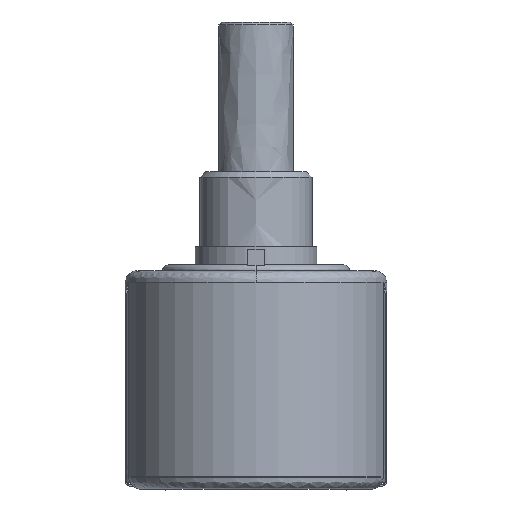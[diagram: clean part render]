
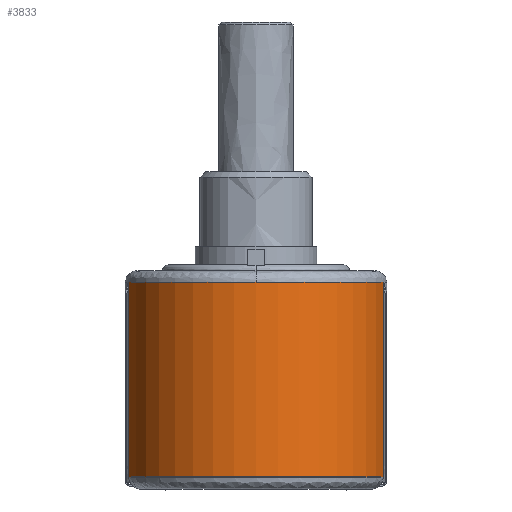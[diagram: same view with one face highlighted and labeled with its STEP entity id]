
A CAD part, front view. The second image highlights one B-rep face of the part: STEP entity #3833.
In plain terms, the highlighted free-form (B-spline) face has degree [3, 3] with [7, 4] control points.
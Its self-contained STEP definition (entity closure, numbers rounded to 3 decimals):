
#194=DIRECTION('',(0.,0.,-1.));
#195=VECTOR('',#194,16.5);
#196=CARTESIAN_POINT('',(-10.796,-2.645,-1.5));
#197=LINE('',#196,#195);
#745=CARTESIAN_POINT('',(0.,0.,-1.5));
#746=DIRECTION('',(0.,0.,-1.));
#747=DIRECTION('',(0.971,-0.238,0.));
#748=AXIS2_PLACEMENT_3D('',#745,#746,#747);
#755=CARTESIAN_POINT('',(0.,0.,-18.));
#756=DIRECTION('',(0.,0.,-1.));
#757=DIRECTION('',(0.971,-0.238,0.));
#758=AXIS2_PLACEMENT_3D('',#755,#756,#757);
#798=DIRECTION('',(0.,0.,-1.));
#799=VECTOR('',#798,16.5);
#800=CARTESIAN_POINT('',(10.796,-2.645,-1.5));
#801=LINE('',#800,#799);
#1313=CARTESIAN_POINT('',(0.,0.,-1.5));
#1314=DIRECTION('',(0.,0.,1.));
#1315=DIRECTION('',(-0.971,-0.238,0.));
#1316=AXIS2_PLACEMENT_3D('',#1313,#1314,#1315);
#1978=CARTESIAN_POINT('',(0.,-11.115,-1.5));
#1980=VERTEX_POINT('',#1978);
#2163=CARTESIAN_POINT('',(-10.796,-2.645,-1.5));
#2164=VERTEX_POINT('',#2163);
#2186=CARTESIAN_POINT('',(10.796,-2.645,-1.5));
#2187=VERTEX_POINT('',#2186);
#2219=CARTESIAN_POINT('',(10.796,-2.645,-18.));
#2220=CARTESIAN_POINT('',(-10.796,-2.645,-18.));
#2221=VERTEX_POINT('',#2219);
#2222=VERTEX_POINT('',#2220);
#3794=CARTESIAN_POINT('',(-11.029,1.377,-1.17));
#3795=CARTESIAN_POINT('',(-11.029,1.377,-6.89));
#3796=CARTESIAN_POINT('',(-11.029,1.377,-12.61));
#3797=CARTESIAN_POINT('',(-11.029,1.377,-18.33));
#3798=CARTESIAN_POINT('',(-8.584,20.962,-1.17));
#3799=CARTESIAN_POINT('',(-8.584,20.962,-6.89));
#3800=CARTESIAN_POINT('',(-8.584,20.962,-12.61));
#3801=CARTESIAN_POINT('',(-8.584,20.962,-18.33));
#3802=CARTESIAN_POINT('',(11.115,19.737,-1.17));
#3803=CARTESIAN_POINT('',(11.115,19.737,-6.89));
#3804=CARTESIAN_POINT('',(11.115,19.737,-12.61));
#3805=CARTESIAN_POINT('',(11.115,19.737,-18.33));
#3806=CARTESIAN_POINT('',(11.115,0.,-1.17));
#3807=CARTESIAN_POINT('',(11.115,0.,-6.89));
#3808=CARTESIAN_POINT('',(11.115,0.,-12.61));
#3809=CARTESIAN_POINT('',(11.115,0.,-18.33));
#3810=CARTESIAN_POINT('',(11.115,-19.737,-1.17));
#3811=CARTESIAN_POINT('',(11.115,-19.737,-6.89));
#3812=CARTESIAN_POINT('',(11.115,-19.737,-12.61));
#3813=CARTESIAN_POINT('',(11.115,-19.737,-18.33));
#3814=CARTESIAN_POINT('',(-8.584,-20.962,-1.17));
#3815=CARTESIAN_POINT('',(-8.584,-20.962,-6.89));
#3816=CARTESIAN_POINT('',(-8.584,-20.962,-12.61));
#3817=CARTESIAN_POINT('',(-8.584,-20.962,-18.33));
#3818=CARTESIAN_POINT('',(-11.029,-1.377,-1.17));
#3819=CARTESIAN_POINT('',(-11.029,-1.377,-6.89));
#3820=CARTESIAN_POINT('',(-11.029,-1.377,-12.61));
#3821=CARTESIAN_POINT('',(-11.029,-1.377,-18.33));
#3822=(BOUNDED_SURFACE()B_SPLINE_SURFACE(3,3,((#3794,#3795,#3796,#3797),(#3798,
#3799,#3800,#3801),(#3802,#3803,#3804,#3805),(#3806,#3807,#3808,#3809),(#3810,
#3811,#3812,#3813),(#3814,#3815,#3816,#3817),(#3818,#3819,#3820,#3821)),
.UNSPECIFIED.,.F.,.F.,.F.)B_SPLINE_SURFACE_WITH_KNOTS((4,3,4),(4,4),(0.,1.,
2.),(2.123,19.283),.UNSPECIFIED.)GEOMETRIC_REPRESENTATION_ITEM()RATIONAL_B_SPLINE_SURFACE(((1.883,1.883,1.883,
1.883),(0.706,0.706,0.706,
0.706),(0.706,0.706,0.706,
0.706),(1.883,1.883,1.883,
1.883),(0.706,0.706,0.706,
0.706),(0.706,0.706,0.706,
0.706),(1.883,1.883,1.883,
1.883)))REPRESENTATION_ITEM('')SURFACE());
#3824=ORIENTED_EDGE('',*,*,#3823,.T.);
#3825=ORIENTED_EDGE('',*,*,#2722,.F.);
#3827=ORIENTED_EDGE('',*,*,#3826,.T.);
#3828=ORIENTED_EDGE('',*,*,#3678,.F.);
#3830=ORIENTED_EDGE('',*,*,#3829,.T.);
#3831=EDGE_LOOP('',(#3824,#3825,#3827,#3828,#3830));
#3832=FACE_OUTER_BOUND('',#3831,.F.);
#3833=ADVANCED_FACE('',(#3832),#3822,.T.);
#749=CIRCLE('',#748,11.115);
#759=CIRCLE('',#758,11.115);
#1317=CIRCLE('',#1316,11.115);
#2722=EDGE_CURVE('',#2164,#2222,#197,.T.);
#3678=EDGE_CURVE('',#2187,#1980,#749,.T.);
#3823=EDGE_CURVE('',#2221,#2222,#759,.T.);
#3826=EDGE_CURVE('',#2164,#1980,#1317,.T.);
#3829=EDGE_CURVE('',#2187,#2221,#801,.T.);
